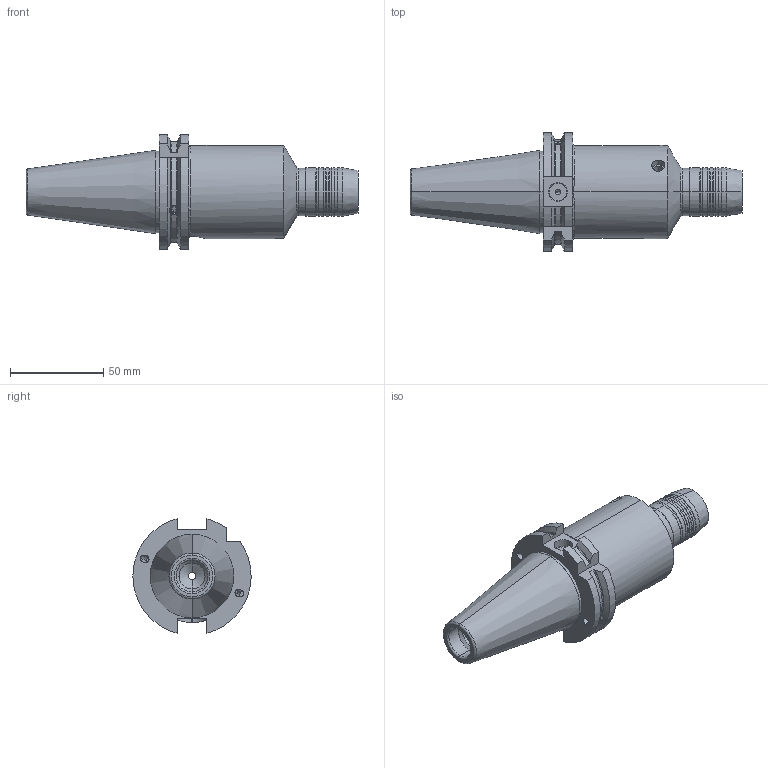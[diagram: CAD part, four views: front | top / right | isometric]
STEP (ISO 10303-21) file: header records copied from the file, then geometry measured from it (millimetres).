
FILE_DESCRIPTION (( 'STEP AP214' ), '1' );
FILE_NAME ('01.02.2019_28.05.043.301.STEP', '2019-02-01T14:35:36', ( '' ), ( '' ), 'SwSTEP 2.0', 'SolidWorks 2014', '' );
FILE_SCHEMA (( 'AUTOMOTIVE_DESIGN' ));
Length unit declared in the file: millimetre
Products named in the file (1): 01.02.2019_28.05.043.301
Bounding box: 178.4 x 63.54 x 61.48 mm (x, y, z)
Volume: 215064.9 mm3; surface area: 37944.4 mm2
Topology: 5 solids, 6 shells, 242 faces, 581 edges, 354 vertices
Faces by surface type: cylinder 89, plane 65, cone 60, torus 20, bspline 6, sphere 2
Entity records: 10386 total; most frequent: CARTESIAN_POINT 2132, DIRECTION 1170, ORIENTED_EDGE 1136, EDGE_CURVE 568, AXIS2_PLACEMENT_3D 459, VERTEX_POINT 351, EDGE_LOOP 269, VECTOR 252
